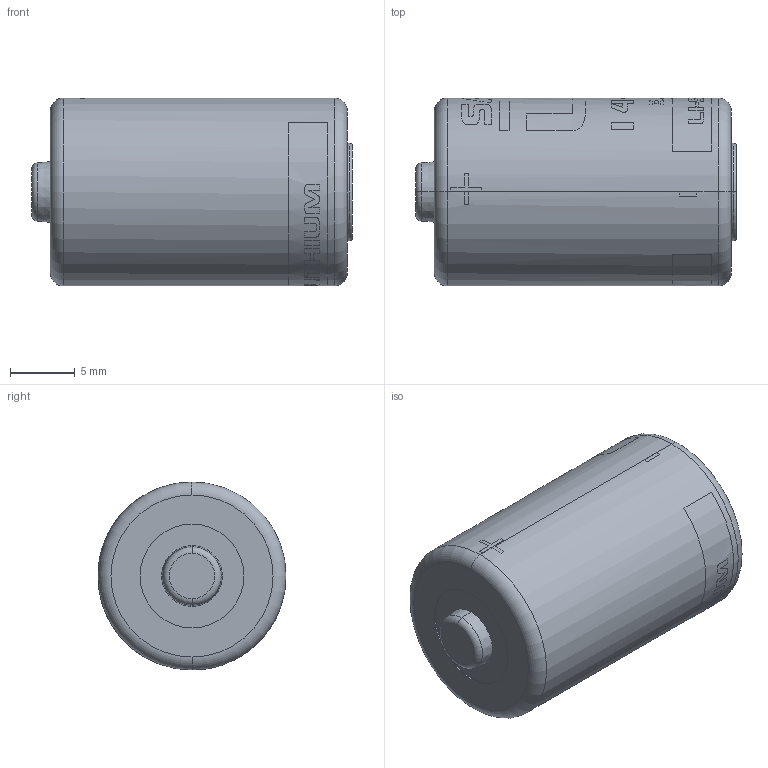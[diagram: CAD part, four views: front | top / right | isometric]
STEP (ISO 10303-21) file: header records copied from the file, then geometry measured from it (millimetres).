
FILE_DESCRIPTION (( 'STEP AP214' ), '1' );
FILE_NAME ('AAD3F7B2-269E-440C-9652-C9E0270ED93E.STEP', '2025-01-28T12:06:07', ( '' ), ( '' ), 'SwSTEP 2.0', 'SolidWorks 2022', '' );
FILE_SCHEMA (( 'AUTOMOTIVE_DESIGN' ));
Length unit declared in the file: millimetre
Products named in the file (1): AAD3F7B2-269E-440C-9652-C9E0270ED93E
Bounding box: 24.75 x 14.5 x 14.5 mm (x, y, z)
Volume: 3797.3 mm3; surface area: 1399 mm2
Topology: 2 solids, 2 shells, 65 faces, 484 edges, 461 vertices
Faces by surface type: cylinder 48, torus 8, plane 7, cone 2
Entity records: 8200 total; most frequent: CARTESIAN_POINT 3785, ORIENTED_EDGE 968, DIRECTION 603, EDGE_CURVE 484, VERTEX_POINT 461, AXIS2_PLACEMENT_3D 235, B_SPLINE_CURVE_WITH_KNOTS 182, CIRCLE 169
